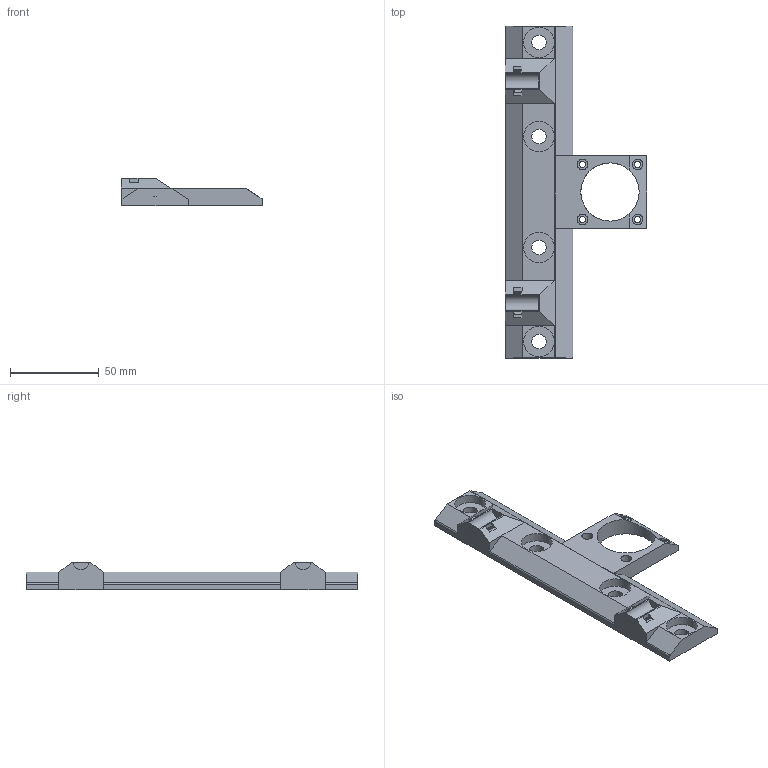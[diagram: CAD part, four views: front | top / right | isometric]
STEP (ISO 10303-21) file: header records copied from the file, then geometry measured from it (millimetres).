
FILE_DESCRIPTION(('FreeCAD Model'),'2;1');
FILE_NAME( 'y-back-mounts.step', '2020-03-17T09:49:20',('Author'),(''), 'Open CASCADE STEP processor 7.3','FreeCAD','Unknown');
FILE_SCHEMA(('AUTOMOTIVE_DESIGN { 1 0 10303 214 1 1 1 1 }'));
Length unit declared in the file: millimetre
Products named in the file (1): y-back-mounts
Bounding box: 79.91 x 187 x 15.5 mm (x, y, z)
Volume: 66695.1 mm3; surface area: 23420.2 mm2
Topology: 1 solids, 1 shells, 108 faces, 279 edges, 178 vertices
Faces by surface type: plane 79, cylinder 29
Full cylindrical faces by diameter (mm): 3.4 x4, 6 x4, 8.1 x4, 17.25 x4, 32.8 x1
Entity records: 6973 total; most frequent: CARTESIAN_POINT 1500, DIRECTION 963, LINE 575, VECTOR 575, ORIENTED_EDGE 558, PCURVE 558, DEFINITIONAL_REPRESENTATION 558, EDGE_CURVE 279
